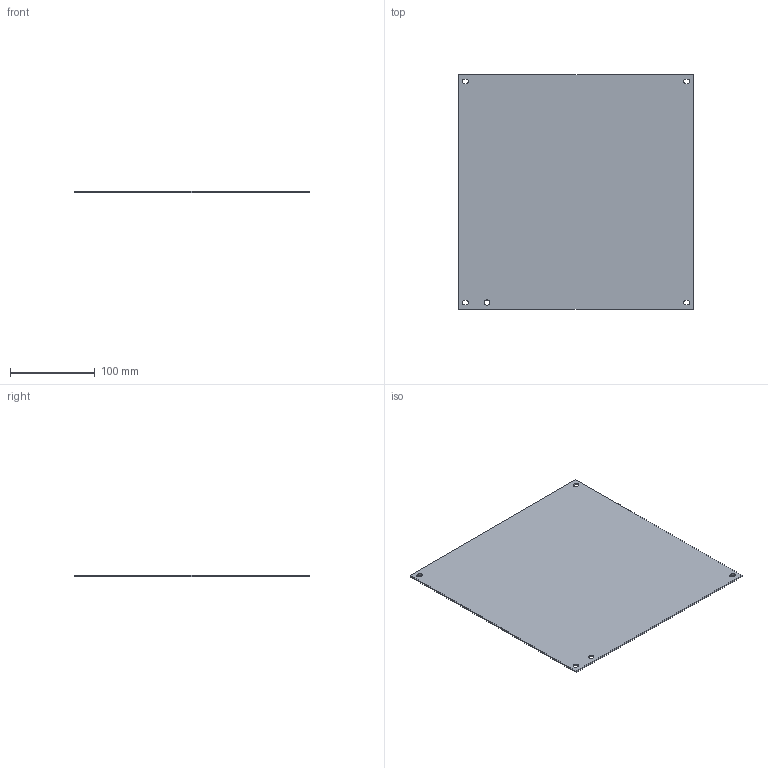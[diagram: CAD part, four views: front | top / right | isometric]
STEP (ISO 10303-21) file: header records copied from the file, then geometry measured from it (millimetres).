
FILE_DESCRIPTION((''),'2;1');
FILE_NAME('P1212G.ipt.stp','2012-01-25T08:50:10',(''),(''),'Autodesk Inventor 2012','Autodesk Inventor 2012','');
FILE_SCHEMA(('AUTOMOTIVE_DESIGN { 1 0 10303 214 1 1 1 1 }'));
Length unit declared in the file: inch
Products named in the file (1): P1212G
Bounding box: 276.35 x 276.35 x 1.88 mm (x, y, z)
Volume: 143238.7 mm3; surface area: 154684.1 mm2
Topology: 1 solids, 1 shells, 23 faces, 64 edges, 43 vertices
Faces by surface type: plane 14, cylinder 9
Full cylindrical faces by diameter (mm): 6.35 x1
Entity records: 808 total; most frequent: CARTESIAN_POINT 128, DIRECTION 128, ORIENTED_EDGE 124, EDGE_CURVE 62, VECTOR 44, LINE 44, AXIS2_PLACEMENT_3D 42, VERTEX_POINT 42
